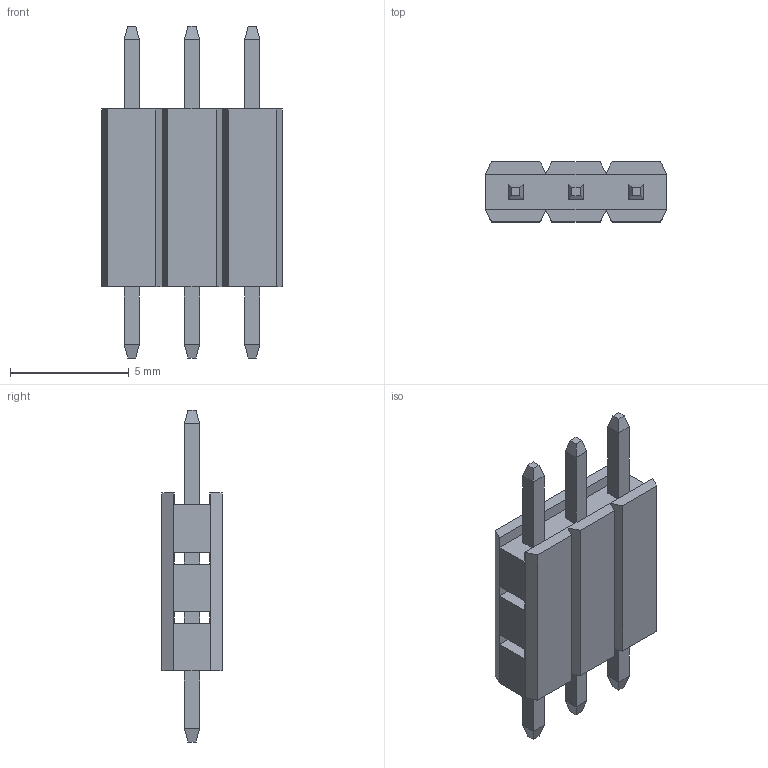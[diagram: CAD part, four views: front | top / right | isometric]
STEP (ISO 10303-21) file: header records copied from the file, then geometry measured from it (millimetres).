
FILE_DESCRIPTION (( 'STEP AP214' ), '1' );
FILE_NAME ('FPH25450-S03S1014070705B-REF.STEP', '2026-04-03T05:48:42', ( '' ), ( '' ), 'SwSTEP 2.0', 'SolidWorks 2021', '' );
FILE_SCHEMA (( 'AUTOMOTIVE_DESIGN' ));
Length unit declared in the file: millimetre
Products named in the file (1): FPH25450-S03S1014070705B-REF
Bounding box: 7.62 x 2.54 x 14 mm (x, y, z)
Volume: 131.7 mm3; surface area: 319.5 mm2
Topology: 1 solids, 1 shells, 112 faces, 288 edges, 184 vertices
Faces by surface type: plane 112
Entity records: 3366 total; most frequent: CARTESIAN_POINT 585, ORIENTED_EDGE 576, DIRECTION 514, EDGE_CURVE 288, LINE 288, VECTOR 288, VERTEX_POINT 184, EDGE_LOOP 134
